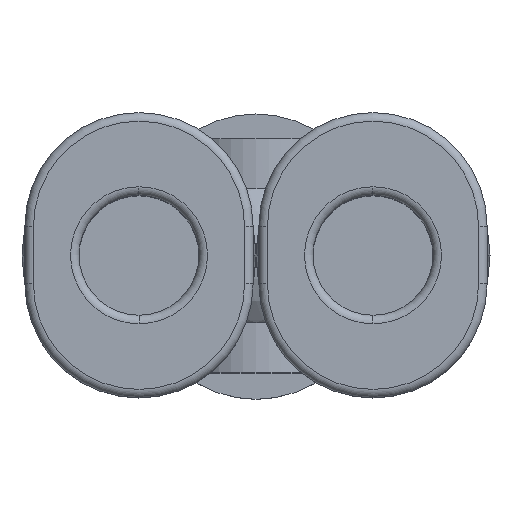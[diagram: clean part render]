
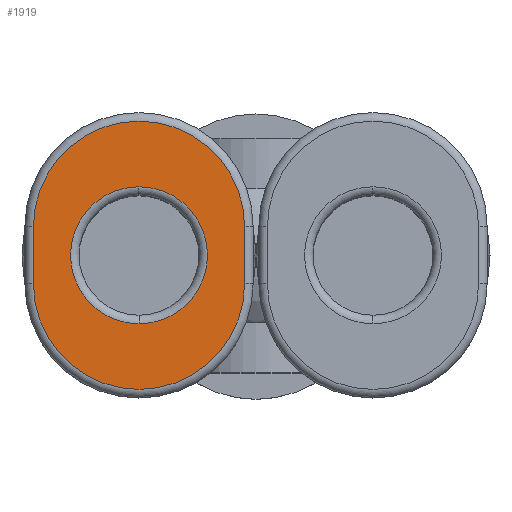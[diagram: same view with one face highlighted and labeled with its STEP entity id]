
A CAD part, top view. The second image highlights one B-rep face of the part: STEP entity #1919.
In plain terms, the highlighted planar face has unit normal (0, 0, 1).
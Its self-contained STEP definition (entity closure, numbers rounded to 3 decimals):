
#1279=CARTESIAN_POINT('',(-4.1,-2.4,14.65));
#1280=VERTEX_POINT('',#1279);
#1290=CARTESIAN_POINT('',(-4.1,2.4,14.65));
#1291=VERTEX_POINT('',#1290);
#1292=CARTESIAN_POINT('',(-4.1,0.,14.65));
#1293=DIRECTION('',(0.0,0.0,1.0));
#1294=DIRECTION('',(0.0,-1.0,0.0));
#1295=AXIS2_PLACEMENT_3D('',#1292,#1293,#1294);
#1296=CIRCLE('',#1295,2.4);
#1297=EDGE_CURVE('',#1280,#1291,#1296,.T.);
#1732=CARTESIAN_POINT('',(-7.8,1.,14.65));
#1733=VERTEX_POINT('',#1732);
#1734=CARTESIAN_POINT('',(-0.4,1.,14.65));
#1735=VERTEX_POINT('',#1734);
#1736=CARTESIAN_POINT('',(-4.1,1.,14.65));
#1737=DIRECTION('',(0.0,0.0,-1.0));
#1738=DIRECTION('',(0.0,1.0,0.0));
#1739=AXIS2_PLACEMENT_3D('',#1736,#1737,#1738);
#1740=CIRCLE('',#1739,3.7);
#1741=EDGE_CURVE('',#1733,#1735,#1740,.T.);
#1776=CARTESIAN_POINT('',(-0.4,-1.,14.65));
#1777=VERTEX_POINT('',#1776);
#1778=CARTESIAN_POINT('',(-0.4,1.,14.65));
#1779=DIRECTION('',(0.0,-1.0,0.0));
#1780=VECTOR('',#1779,2.);
#1781=LINE('',#1778,#1780);
#1782=EDGE_CURVE('',#1735,#1777,#1781,.T.);
#1816=CARTESIAN_POINT('',(-7.8,-1.,14.65));
#1817=VERTEX_POINT('',#1816);
#1825=CARTESIAN_POINT('',(-7.8,-1.,14.65));
#1826=DIRECTION('',(0.0,1.0,0.0));
#1827=VECTOR('',#1826,2.0);
#1828=LINE('',#1825,#1827);
#1829=EDGE_CURVE('',#1817,#1733,#1828,.T.);
#1840=CARTESIAN_POINT('',(-4.1,-1.,14.65));
#1841=DIRECTION('',(0.,0.,-1.0));
#1842=DIRECTION('',(0.,-1.0,0.));
#1843=AXIS2_PLACEMENT_3D('',#1840,#1841,#1842);
#1844=CIRCLE('',#1843,3.7);
#1845=EDGE_CURVE('',#1777,#1817,#1844,.T.);
#1898=CARTESIAN_POINT('',(-4.1,0.,14.65));
#1899=DIRECTION('',(0.0,0.0,-1.0));
#1900=DIRECTION('',(0.0,-1.0,0.0));
#1901=AXIS2_PLACEMENT_3D('',#1898,#1899,#1900);
#1902=PLANE('',#1901);
#1903=ORIENTED_EDGE('',*,*,#1741,.F.);
#1904=ORIENTED_EDGE('',*,*,#1829,.F.);
#1905=ORIENTED_EDGE('',*,*,#1845,.F.);
#1906=ORIENTED_EDGE('',*,*,#1782,.F.);
#1907=EDGE_LOOP('',(#1903,#1904,#1905,#1906));
#1908=FACE_OUTER_BOUND('',#1907,.T.);
#1909=CARTESIAN_POINT('',(-4.1,0.,14.65));
#1910=DIRECTION('',(0.0,0.0,1.0));
#1911=DIRECTION('',(0.0,-1.0,0.0));
#1912=AXIS2_PLACEMENT_3D('',#1909,#1910,#1911);
#1913=CIRCLE('',#1912,2.4);
#1914=EDGE_CURVE('',#1291,#1280,#1913,.T.);
#1915=ORIENTED_EDGE('',*,*,#1914,.F.);
#1916=ORIENTED_EDGE('',*,*,#1297,.F.);
#1917=EDGE_LOOP('',(#1915,#1916));
#1918=FACE_BOUND('',#1917,.T.);
#1919=ADVANCED_FACE('',(#1908,#1918),#1902,.F.);
